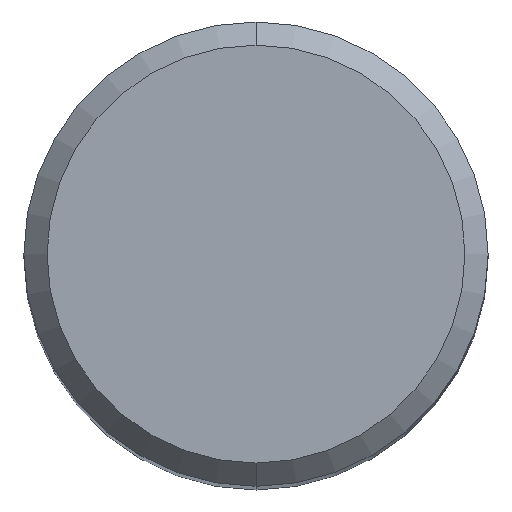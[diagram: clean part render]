
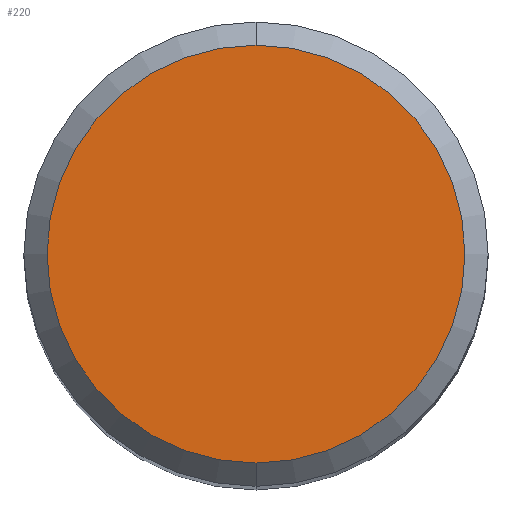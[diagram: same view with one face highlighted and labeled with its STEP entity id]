
A CAD part, top view. The second image highlights one B-rep face of the part: STEP entity #220.
In plain terms, the highlighted planar face has unit normal (0, 0, 1).
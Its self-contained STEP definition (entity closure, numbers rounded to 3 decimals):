
#220=ADVANCED_FACE('',(#528),#529,.T.);
#258=EDGE_CURVE('',#306,#420,#569,.T.);
#306=VERTEX_POINT('',#619);
#364=EDGE_CURVE('',#420,#306,#683,.T.);
#420=VERTEX_POINT('',#745);
#528=FACE_OUTER_BOUND('',#923,.T.);
#529=PLANE('',#924);
#569=CIRCLE('',#996,4.5);
#619=CARTESIAN_POINT('',(0.0,4.5,0.0));
#683=CIRCLE('',#1278,4.5);
#745=CARTESIAN_POINT('',(0.,-4.5,0.0));
#923=EDGE_LOOP('',(#1511,#1512));
#924=AXIS2_PLACEMENT_3D('',#1513,#1514,#1515);
#996=AXIS2_PLACEMENT_3D('',#1552,#1553,#1554);
#1278=AXIS2_PLACEMENT_3D('',#1659,#1660,#1661);
#1511=ORIENTED_EDGE('',*,*,#258,.F.);
#1512=ORIENTED_EDGE('',*,*,#364,.F.);
#1513=CARTESIAN_POINT('',(0.0,2.25,0.0));
#1514=DIRECTION('',(-0.0,0.0,1.0));
#1515=DIRECTION('',(0.0,-1.0,0.0));
#1552=CARTESIAN_POINT('',(0.0,0.0,0.0));
#1553=DIRECTION('',(0.0,0.0,-1.0));
#1554=DIRECTION('',(0.0,1.0,0.0));
#1659=CARTESIAN_POINT('',(0.0,0.0,0.0));
#1660=DIRECTION('',(0.0,0.0,-1.0));
#1661=DIRECTION('',(0.0,1.0,0.0));
